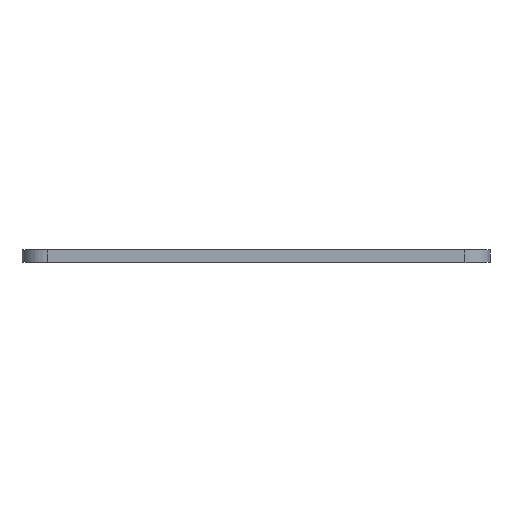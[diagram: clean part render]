
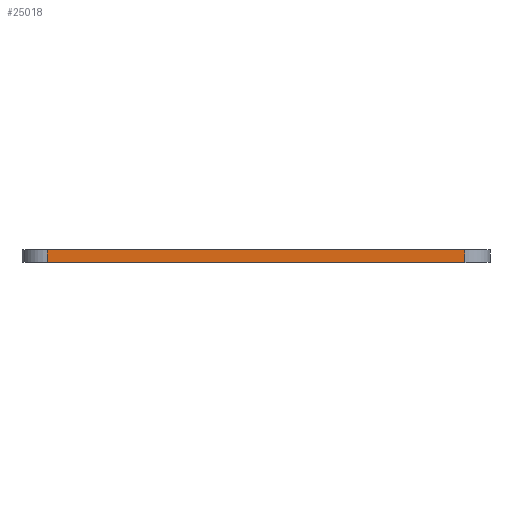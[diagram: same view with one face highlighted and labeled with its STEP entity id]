
A CAD part, front view. The second image highlights one B-rep face of the part: STEP entity #25018.
In plain terms, the highlighted planar face has unit normal (0, -1, 0).
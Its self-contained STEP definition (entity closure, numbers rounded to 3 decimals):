
#24393 = VERTEX_POINT('',#24394);
#24394 = CARTESIAN_POINT('',(53.,-146.,0.));
#24401 = EDGE_CURVE('',#24402,#24393,#24404,.T.);
#24402 = VERTEX_POINT('',#24403);
#24403 = CARTESIAN_POINT('',(103.,-146.,0.));
#24404 = LINE('',#24405,#24406);
#24405 = CARTESIAN_POINT('',(103.,-146.,0.));
#24406 = VECTOR('',#24407,1.);
#24407 = DIRECTION('',(-1.,0.,0.));
#24692 = VERTEX_POINT('',#24693);
#24693 = CARTESIAN_POINT('',(53.,-146.,1.51));
#24700 = EDGE_CURVE('',#24701,#24692,#24703,.T.);
#24701 = VERTEX_POINT('',#24702);
#24702 = CARTESIAN_POINT('',(103.,-146.,1.51));
#24703 = LINE('',#24704,#24705);
#24704 = CARTESIAN_POINT('',(103.,-146.,1.51));
#24705 = VECTOR('',#24706,1.);
#24706 = DIRECTION('',(-1.,0.,0.));
#24990 = EDGE_CURVE('',#24402,#24701,#24991,.T.);
#24991 = LINE('',#24992,#24993);
#24992 = CARTESIAN_POINT('',(103.,-146.,0.));
#24993 = VECTOR('',#24994,1.);
#24994 = DIRECTION('',(0.,0.,1.));
#25018 = ADVANCED_FACE('',(#25019),#25030,.T.);
#25019 = FACE_BOUND('',#25020,.T.);
#25020 = EDGE_LOOP('',(#25021,#25022,#25023,#25029));
#25021 = ORIENTED_EDGE('',*,*,#24990,.T.);
#25022 = ORIENTED_EDGE('',*,*,#24700,.T.);
#25023 = ORIENTED_EDGE('',*,*,#25024,.F.);
#25024 = EDGE_CURVE('',#24393,#24692,#25025,.T.);
#25025 = LINE('',#25026,#25027);
#25026 = CARTESIAN_POINT('',(53.,-146.,0.));
#25027 = VECTOR('',#25028,1.);
#25028 = DIRECTION('',(0.,0.,1.));
#25029 = ORIENTED_EDGE('',*,*,#24401,.F.);
#25030 = PLANE('',#25031);
#25031 = AXIS2_PLACEMENT_3D('',#25032,#25033,#25034);
#25032 = CARTESIAN_POINT('',(103.,-146.,0.));
#25033 = DIRECTION('',(0.,-1.,0.));
#25034 = DIRECTION('',(-1.,0.,0.));
